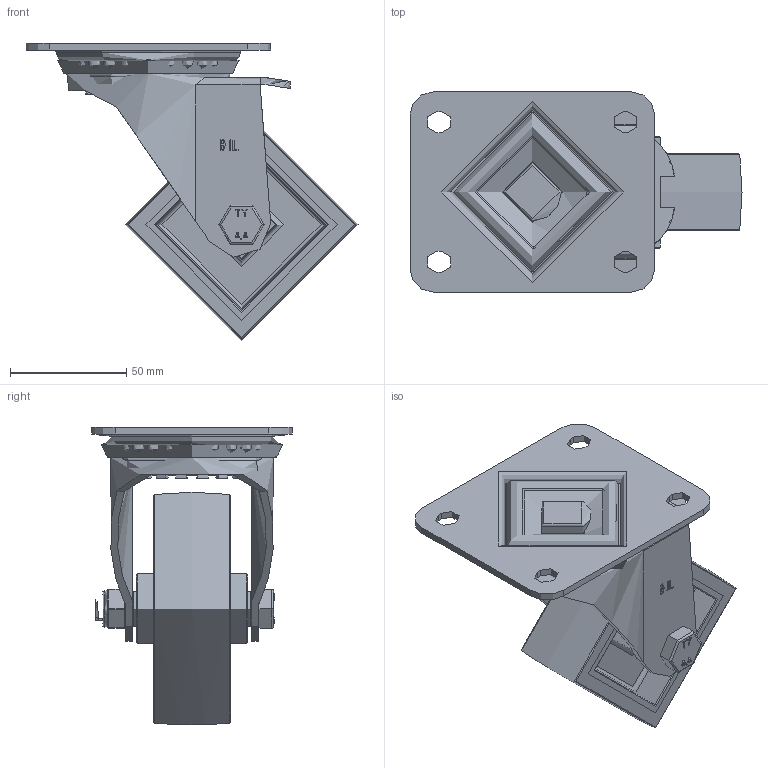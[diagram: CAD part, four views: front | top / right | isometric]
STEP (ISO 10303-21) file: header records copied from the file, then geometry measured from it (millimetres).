
FILE_DESCRIPTION(/* description */ (''),/* implementation_level */ '2;1');
FILE_NAME(/* name */ 'BZEH100NP - 2.step',/* time_stamp */ '2025-06-02T15:33:44+01:00',/* author */ (''),/* organization */ (''),/* preprocessor_version */ 'ST-DEVELOPER v20.1',/* originating_system */ 'Autodesk Translation Framework v14.10.0.0',/* authorisation */ '');
FILE_SCHEMA (('AUTOMOTIVE_DESIGN { 1 0 10303 214 3 1 1 }'));
Length unit declared in the file: millimetre
Products named in the file (19): BZEH100NP - 2; BZEH100AS - 2 v2; ZINC PLATED, PRESSED STEEL TOP PLATE; ZINC PLATED, PRESSED STEEL TOP PLATE Geometry; Pattern; Component2; BEARING SEAL; ZINC PLATED PRESSED STEEL FORKS; BZH100WNP61 v1; POLYURETHANE TYRE; NYLON RIM; TUBEM15X50 v1; ZINC PLATED AXLE TUBE; HEXBOLTM10X70Z8.8 v2; GRADE 8.8 THREADED ZINC PLATED BOLT; NYLOCM10Z v1; NYLOC NUT; RUBBER; NUT
Assembly tree (37 placements, depth 5):
  BZEH100NP - 2
    BZEH100AS - 2 v2
      ZINC PLATED, PRESSED STEEL TOP PLATE
        ZINC PLATED, PRESSED STEEL TOP PLATE Geometry
        Pattern
          Component2  x20
      BEARING SEAL
      ZINC PLATED PRESSED STEEL FORKS
    BZH100WNP61 v1
      POLYURETHANE TYRE
      NYLON RIM
    TUBEM15X50 v1
      ZINC PLATED AXLE TUBE
    HEXBOLTM10X70Z8.8 v2
      GRADE 8.8 THREADED ZINC PLATED BOLT
    NYLOCM10Z v1
      NYLOC NUT
        RUBBER
        NUT
Bounding box: 142.5 x 86 x 127.89 mm (x, y, z)
Volume: 261442.8 mm3; surface area: 121844.8 mm2
Topology: 29 solids, 29 shells, 498 faces, 1233 edges, 781 vertices
Faces by surface type: plane 247, cylinder 113, bspline 53, torus 42, sphere 32, cone 11
Full cylindrical faces by diameter (mm): 8.141 x18, 9.85 x19, 10 x3, 10.2 x2, 10.5 x1, 12 x2, 15 x1, 15.4 x1, 16 x2, 21 x1, 25 x2, 30 x3, 54 x1, 64 x1, 70 x1, 82 x2
Entity records: 22760 total; most frequent: CARTESIAN_POINT 11092, ORIENTED_EDGE 2348, DIRECTION 2271, EDGE_CURVE 1174, AXIS2_PLACEMENT_3D 847, VERTEX_POINT 743, LINE 577, VECTOR 577
